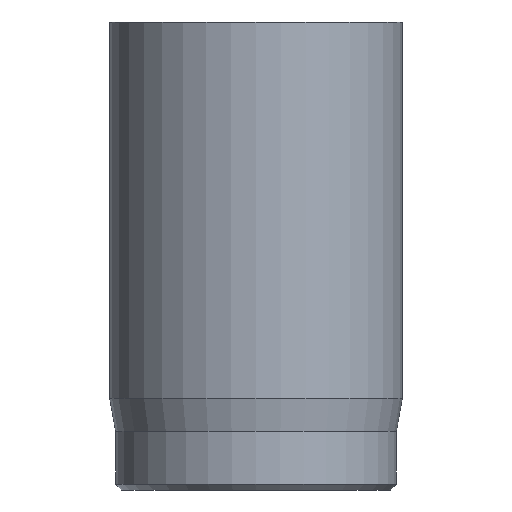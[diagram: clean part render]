
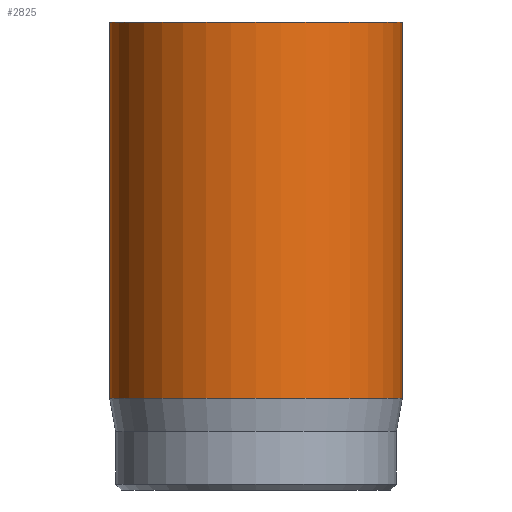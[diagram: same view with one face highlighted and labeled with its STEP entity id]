
A CAD part, front view. The second image highlights one B-rep face of the part: STEP entity #2825.
In plain terms, the highlighted cylindrical face has radius 2.5 mm (diameter 5 mm), a full revolution.
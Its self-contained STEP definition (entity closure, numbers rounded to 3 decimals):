
#397=CYLINDRICAL_SURFACE('',#2961,2.5);
#537=FACE_OUTER_BOUND('',#711,.T.);
#711=EDGE_LOOP('',(#2566,#2567,#2568,#2569,#2570));
#886=LINE('',#5623,#1067);
#1067=VECTOR('',#3256,2.5);
#1103=CIRCLE('',#2943,2.5);
#1110=CIRCLE('',#2959,2.5);
#1111=CIRCLE('',#2960,2.5);
#1370=VERTEX_POINT('',#5590);
#1377=VERTEX_POINT('',#5617);
#1378=VERTEX_POINT('',#5618);
#1769=EDGE_CURVE('',#1370,#1370,#1103,.T.);
#1780=EDGE_CURVE('',#1377,#1378,#1110,.T.);
#1781=EDGE_CURVE('',#1378,#1377,#1111,.T.);
#1783=EDGE_CURVE('',#1370,#1377,#886,.T.);
#2566=ORIENTED_EDGE('',*,*,#1769,.T.);
#2567=ORIENTED_EDGE('',*,*,#1783,.T.);
#2568=ORIENTED_EDGE('',*,*,#1780,.T.);
#2569=ORIENTED_EDGE('',*,*,#1781,.T.);
#2570=ORIENTED_EDGE('',*,*,#1783,.F.);
#2825=ADVANCED_FACE('',(#537),#397,.T.);
#2943=AXIS2_PLACEMENT_3D('',#5591,#3213,#3214);
#2959=AXIS2_PLACEMENT_3D('',#5619,#3249,#3250);
#2960=AXIS2_PLACEMENT_3D('',#5620,#3251,#3252);
#2961=AXIS2_PLACEMENT_3D('',#5622,#3254,#3255);
#3213=DIRECTION('center_axis',(0.,0.,-1.));
#3214=DIRECTION('ref_axis',(-1.,0.,0.));
#3249=DIRECTION('center_axis',(0.,0.,1.));
#3250=DIRECTION('ref_axis',(-1.,0.,0.));
#3251=DIRECTION('center_axis',(0.,0.,1.));
#3252=DIRECTION('ref_axis',(-1.,0.,0.));
#3254=DIRECTION('center_axis',(0.,0.,1.));
#3255=DIRECTION('ref_axis',(-1.,0.,0.));
#3256=DIRECTION('',(0.,0.,-1.));
#5590=CARTESIAN_POINT('',(2.5,0.,8.));
#5591=CARTESIAN_POINT('Origin',(0.,0.,8.));
#5617=CARTESIAN_POINT('',(2.5,0.,1.567));
#5618=CARTESIAN_POINT('',(-2.5,0.,1.567));
#5619=CARTESIAN_POINT('Origin',(0.,0.,1.567));
#5620=CARTESIAN_POINT('Origin',(0.,0.,1.567));
#5622=CARTESIAN_POINT('Origin',(0.,0.,0.));
#5623=CARTESIAN_POINT('',(2.5,0.,0.));
